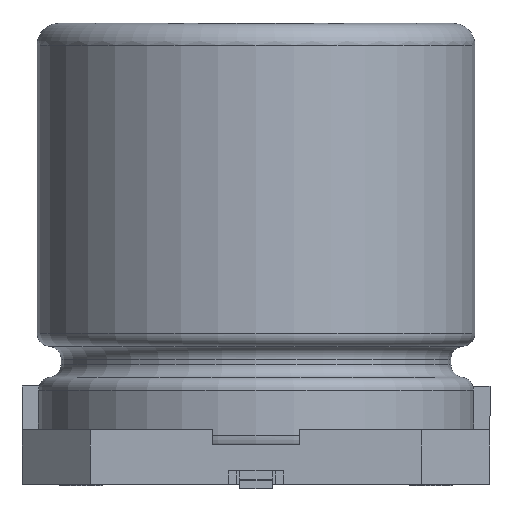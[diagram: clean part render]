
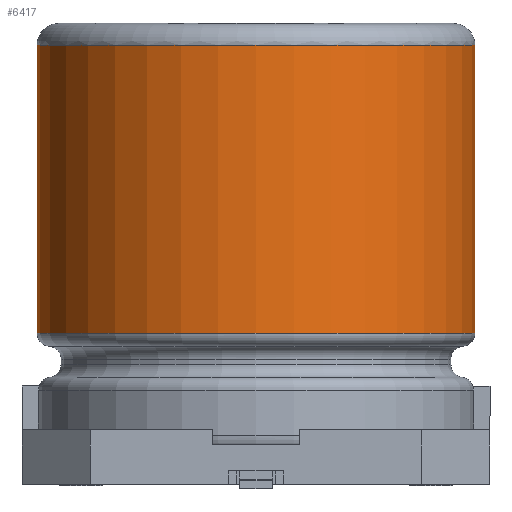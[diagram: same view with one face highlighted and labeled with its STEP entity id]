
A CAD part, left-side view. The second image highlights one B-rep face of the part: STEP entity #6417.
In plain terms, the highlighted cylindrical face has radius 8 mm (diameter 16 mm), a full revolution.
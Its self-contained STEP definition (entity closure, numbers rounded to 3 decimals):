
#116=CYLINDRICAL_SURFACE('',#6760,8.);
#205=CIRCLE('',#6752,8.);
#207=CIRCLE('',#6756,8.);
#1125=ORIENTED_EDGE('',*,*,#2033,.T.);
#1126=ORIENTED_EDGE('',*,*,#2031,.T.);
#2031=EDGE_CURVE('',#2546,#2546,#205,.T.);
#2033=EDGE_CURVE('',#2548,#2548,#207,.T.);
#2546=VERTEX_POINT('',#9779);
#2548=VERTEX_POINT('',#9785);
#3853=EDGE_LOOP('',(#1125));
#3854=EDGE_LOOP('',(#1126));
#4166=FACE_BOUND('',#3853,.T.);
#4167=FACE_BOUND('',#3854,.T.);
#6417=ADVANCED_FACE('',(#4166,#4167),#116,.T.);
#6752=AXIS2_PLACEMENT_3D('',#9778,#7729,#7730);
#6756=AXIS2_PLACEMENT_3D('',#9784,#7737,#7738);
#6760=AXIS2_PLACEMENT_3D('',#9789,#7745,#7746);
#7729=DIRECTION('',(0.,0.,-1.));
#7730=DIRECTION('',(0.,1.,0.));
#7737=DIRECTION('',(0.,0.,1.));
#7738=DIRECTION('',(0.,-1.,0.));
#7745=DIRECTION('',(0.,0.,-1.));
#7746=DIRECTION('',(0.,-1.,0.));
#9778=CARTESIAN_POINT('',(0.,0.,16.05));
#9779=CARTESIAN_POINT('',(0.,8.,16.05));
#9784=CARTESIAN_POINT('',(0.,0.,5.528));
#9785=CARTESIAN_POINT('',(0.,-8.,5.528));
#9789=CARTESIAN_POINT('',(0.,0.,10.9));
